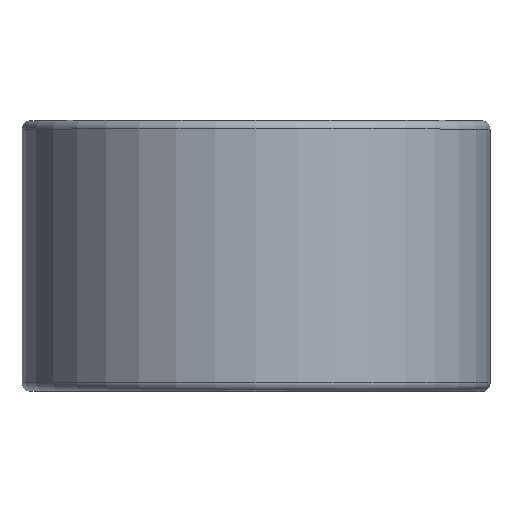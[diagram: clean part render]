
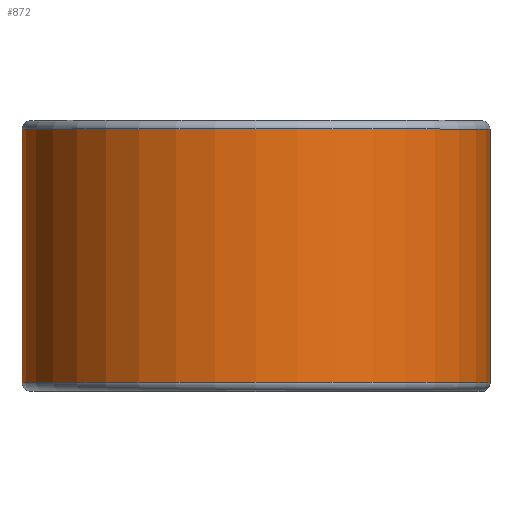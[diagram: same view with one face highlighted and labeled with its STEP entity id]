
A CAD part, top view. The second image highlights one B-rep face of the part: STEP entity #872.
In plain terms, the highlighted cylindrical face has radius 20.574 mm (diameter 41.148 mm), a partial arc.
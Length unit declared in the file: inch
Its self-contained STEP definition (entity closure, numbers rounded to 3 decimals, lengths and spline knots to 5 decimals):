
#36 = EDGE_CURVE ( 'NONE', #832, #1448, #1735, .T. ) ;
#75 = VERTEX_POINT ( 'NONE', #281 ) ;
#142 = AXIS2_PLACEMENT_3D ( 'NONE', #1531, #1899, #1917 ) ;
#209 = CARTESIAN_POINT ( 'NONE',  ( 0., 0.43875, -0.81 ) ) ;
#281 = CARTESIAN_POINT ( 'NONE',  ( 0.81, -0.43875, 0. ) ) ;
#329 = DIRECTION ( 'NONE',  ( 0., 1., 0. ) ) ;
#356 = DIRECTION ( 'NONE',  ( 0., -1., 0. ) ) ;
#409 = CARTESIAN_POINT ( 'NONE',  ( 0., -0.43875, 0. ) ) ;
#460 = LINE ( 'NONE', #1040, #2324 ) ;
#465 = CARTESIAN_POINT ( 'NONE',  ( 0., 0.43875, -0.81 ) ) ;
#488 = EDGE_LOOP ( 'NONE', ( #2209, #871, #797, #2155 ) ) ;
#548 = CARTESIAN_POINT ( 'NONE',  ( 0., 0.4375, 0. ) ) ;
#579 = CARTESIAN_POINT ( 'NONE',  ( 0., -0.43875, -0.81 ) ) ;
#593 = DIRECTION ( 'NONE',  ( 0., 0., -1. ) ) ;
#695 = VECTOR ( 'NONE', #2045, 39.37008 ) ;
#700 = CYLINDRICAL_SURFACE ( 'NONE', #1681, 0.81 ) ;
#797 = ORIENTED_EDGE ( 'NONE', *, *, #1720, .F. ) ;
#832 = VERTEX_POINT ( 'NONE', #1433 ) ;
#871 = ORIENTED_EDGE ( 'NONE', *, *, #36, .T. ) ;
#872 = ADVANCED_FACE ( 'NONE', ( #1787 ), #700, .T. ) ;
#1040 = CARTESIAN_POINT ( 'NONE',  ( 0.81, 0.43875, 0. ) ) ;
#1175 = LINE ( 'NONE', #209, #695 ) ;
#1268 = DIRECTION ( 'NONE',  ( 0., 0., -1. ) ) ;
#1433 = CARTESIAN_POINT ( 'NONE',  ( 0.81, 0.43875, 0. ) ) ;
#1448 = VERTEX_POINT ( 'NONE', #465 ) ;
#1531 = CARTESIAN_POINT ( 'NONE',  ( 0., 0.43875, 0. ) ) ;
#1674 = DIRECTION ( 'NONE',  ( 0., -1., 0. ) ) ;
#1681 = AXIS2_PLACEMENT_3D ( 'NONE', #548, #356, #1268 ) ;
#1698 = EDGE_CURVE ( 'NONE', #75, #1707, #2215, .T. ) ;
#1707 = VERTEX_POINT ( 'NONE', #579 ) ;
#1720 = EDGE_CURVE ( 'NONE', #1707, #1448, #1175, .T. ) ;
#1735 = CIRCLE ( 'NONE', #142, 0.81 ) ;
#1787 = FACE_OUTER_BOUND ( 'NONE', #488, .T. ) ;
#1899 = DIRECTION ( 'NONE',  ( 0., -1., 0. ) ) ;
#1900 = EDGE_CURVE ( 'NONE', #75, #832, #460, .T. ) ;
#1917 = DIRECTION ( 'NONE',  ( 0., 0., -1. ) ) ;
#2045 = DIRECTION ( 'NONE',  ( 0., 1., 0. ) ) ;
#2155 = ORIENTED_EDGE ( 'NONE', *, *, #1698, .F. ) ;
#2209 = ORIENTED_EDGE ( 'NONE', *, *, #1900, .T. ) ;
#2215 = CIRCLE ( 'NONE', #2287, 0.81 ) ;
#2287 = AXIS2_PLACEMENT_3D ( 'NONE', #409, #1674, #593 ) ;
#2324 = VECTOR ( 'NONE', #329, 39.37008 ) ;
